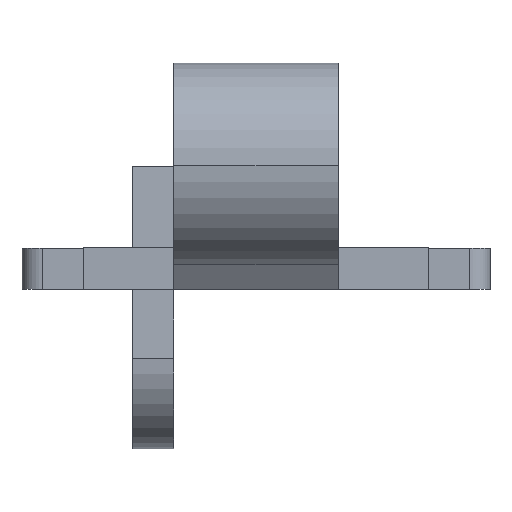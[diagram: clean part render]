
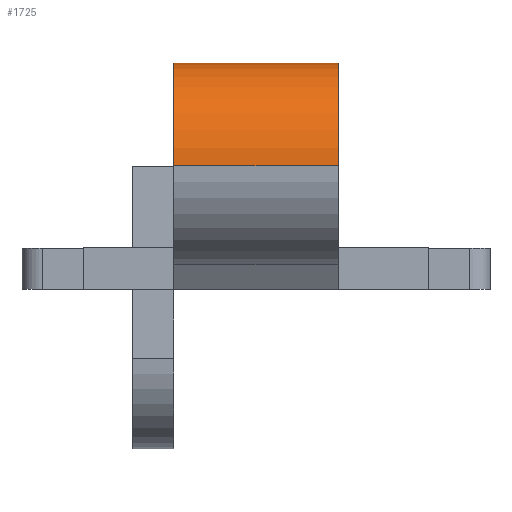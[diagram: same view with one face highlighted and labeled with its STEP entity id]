
A CAD part, top view. The second image highlights one B-rep face of the part: STEP entity #1725.
In plain terms, the highlighted cylindrical face has radius 12.5 mm (diameter 25 mm), a partial arc.
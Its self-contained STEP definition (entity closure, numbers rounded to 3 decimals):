
#67 = DIRECTION ( 'NONE',  ( 1., 0., 0. ) ) ;
#248 = DIRECTION ( 'NONE',  ( -1., 0., 0. ) ) ;
#304 = CARTESIAN_POINT ( 'NONE',  ( 11., 15., 25. ) ) ;
#326 = CARTESIAN_POINT ( 'NONE',  ( 11., 15., 12.5 ) ) ;
#427 = EDGE_CURVE ( 'NONE', #1131, #1198, #473, .T. ) ;
#453 = CARTESIAN_POINT ( 'NONE',  ( 31., 15., 25. ) ) ;
#473 = CIRCLE ( 'NONE', #1759, 12.5 ) ;
#564 = EDGE_CURVE ( 'NONE', #1111, #1198, #1587, .T. ) ;
#637 = CARTESIAN_POINT ( 'NONE',  ( 31., 15., 0. ) ) ;
#695 = ORIENTED_EDGE ( 'NONE', *, *, #1481, .T. ) ;
#757 = CARTESIAN_POINT ( 'NONE',  ( 31., 15., 12.5 ) ) ;
#819 = VERTEX_POINT ( 'NONE', #637 ) ;
#931 = LINE ( 'NONE', #1298, #2086 ) ;
#971 = ORIENTED_EDGE ( 'NONE', *, *, #427, .T. ) ;
#1111 = VERTEX_POINT ( 'NONE', #453 ) ;
#1131 = VERTEX_POINT ( 'NONE', #2260 ) ;
#1194 = CARTESIAN_POINT ( 'NONE',  ( 31., 15., 25. ) ) ;
#1198 = VERTEX_POINT ( 'NONE', #304 ) ;
#1228 = DIRECTION ( 'NONE',  ( 0., 0., -1. ) ) ;
#1283 = CIRCLE ( 'NONE', #2118, 12.5 ) ;
#1298 = CARTESIAN_POINT ( 'NONE',  ( 31., 15., 0. ) ) ;
#1481 = EDGE_CURVE ( 'NONE', #819, #1131, #931, .T. ) ;
#1587 = LINE ( 'NONE', #1194, #1645 ) ;
#1620 = CYLINDRICAL_SURFACE ( 'NONE', #2117, 12.5 ) ;
#1641 = CARTESIAN_POINT ( 'NONE',  ( 31., 15., 12.5 ) ) ;
#1645 = VECTOR ( 'NONE', #1892, 1000. ) ;
#1647 = ORIENTED_EDGE ( 'NONE', *, *, #2216, .F. ) ;
#1663 = FACE_OUTER_BOUND ( 'NONE', #2112, .T. ) ;
#1725 = ADVANCED_FACE ( 'NONE', ( #1663 ), #1620, .T. ) ;
#1759 = AXIS2_PLACEMENT_3D ( 'NONE', #326, #1758, #1228 ) ;
#1758 = DIRECTION ( 'NONE',  ( 1., 0., 0. ) ) ;
#1800 = DIRECTION ( 'NONE',  ( 0., 0., 1. ) ) ;
#1892 = DIRECTION ( 'NONE',  ( -1., 0., 0. ) ) ;
#2060 = ORIENTED_EDGE ( 'NONE', *, *, #564, .F. ) ;
#2086 = VECTOR ( 'NONE', #248, 1000. ) ;
#2112 = EDGE_LOOP ( 'NONE', ( #2060, #1647, #695, #971 ) ) ;
#2117 = AXIS2_PLACEMENT_3D ( 'NONE', #1641, #2192, #1800 ) ;
#2118 = AXIS2_PLACEMENT_3D ( 'NONE', #757, #67, #2139 ) ;
#2139 = DIRECTION ( 'NONE',  ( 0., 0., -1. ) ) ;
#2192 = DIRECTION ( 'NONE',  ( -1., 0., 0. ) ) ;
#2216 = EDGE_CURVE ( 'NONE', #819, #1111, #1283, .T. ) ;
#2260 = CARTESIAN_POINT ( 'NONE',  ( 11., 15., 0. ) ) ;
